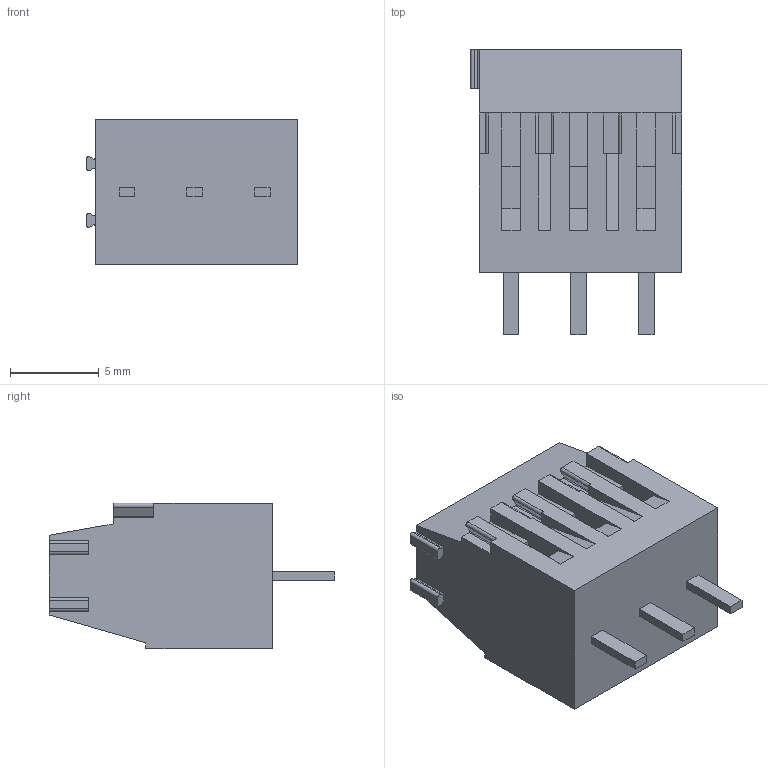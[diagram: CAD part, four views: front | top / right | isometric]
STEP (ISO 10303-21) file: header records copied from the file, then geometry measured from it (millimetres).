
FILE_DESCRIPTION((''),'2;1');
FILE_NAME('C-284392-3','2008-11-05T',('workeradm'),('Tyco Electronics Corporation'),'PRO/ENGINEER BY PARAMETRIC TECHNOLOGY CORPORATION, 2005450','PRO/ENGINEER BY PARAMETRIC TECHNOLOGY CORPORATION, 2005450','');
FILE_SCHEMA(('CONFIG_CONTROL_DESIGN', 'GEOMETRIC_VALIDATION_PROPERTIES_MIM'));
Length unit declared in the file: millimetre
Products named in the file (1): C-284392-3
Bounding box: 11.93 x 16.1 x 8.2 mm (x, y, z)
Volume: 971.5 mm3; surface area: 804 mm2
Topology: 1 solids, 1 shells, 146 faces, 405 edges, 270 vertices
Faces by surface type: plane 106, cylinder 34, bspline 6
Entity records: 4904 total; most frequent: CARTESIAN_POINT 960, ORIENTED_EDGE 810, DIRECTION 771, EDGE_CURVE 405, VECTOR 319, LINE 319, VERTEX_POINT 270, AXIS2_PLACEMENT_3D 226
